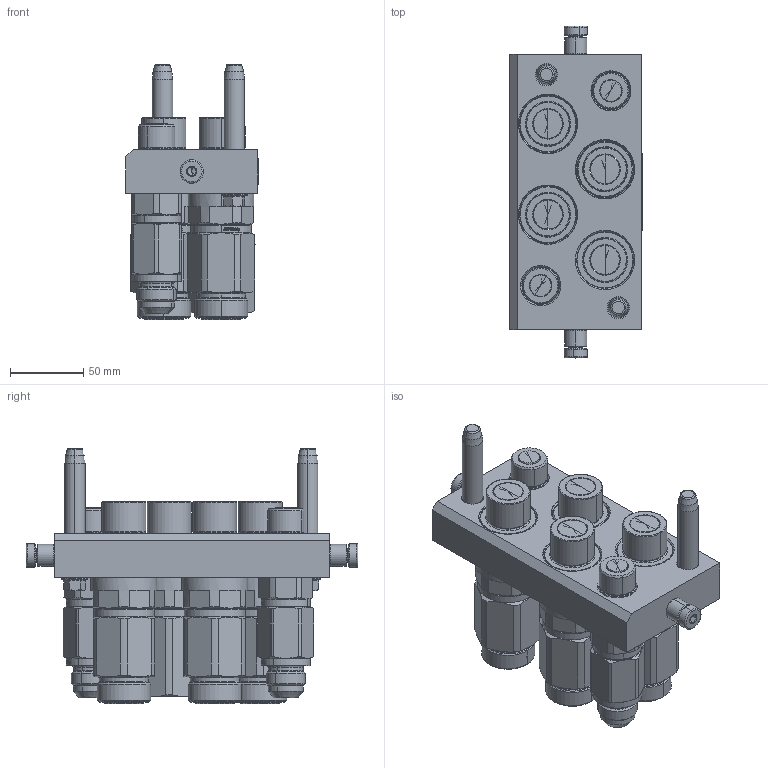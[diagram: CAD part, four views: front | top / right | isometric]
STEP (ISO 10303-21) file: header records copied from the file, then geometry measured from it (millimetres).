
FILE_DESCRIPTION (( 'STEP AP214' ), '1' );
FILE_NAME ('FASTER.step', '2021-12-17T19:21:37', ( '' ), ( '' ), 'SwSTEP 2.0', 'SolidWorks 2017', '' );
FILE_SCHEMA (( 'AUTOMOTIVE_DESIGN' ));
Length unit declared in the file: millimetre
Products named in the file (14): FASTER; 4830_021_1000_000.prt; et002; 3ffnp34_gas_m; 3ffnp3411_1sm; 4850_010_8000_000.prt; 3ffnp1213_34sm; 4830_013_3000_030; 1540_080_0008_000.prt; 4830_028_1000_011.prt; P6I_M_BASE
Assembly tree (20 placements, depth 3):
  FASTER
    P6I_M_BASE
      4850_010_8000_000.prt
      4830_021_1000_000.prt  x2
      4830_028_1000_011.prt  x2
      1540_080_0008_000.prt  x2
      4830_013_3000_030  x2
    3ffnp3411_1sm  x3
      3ffnp3411_1sm
    3ffnp1213_34sm  x2
      3ffnp1213_34sm
    3ffnp34_gas_m
      3ffnp34_gas_m
    et002
Bounding box: 90.3 x 226.6 x 174.07 mm (x, y, z)
Volume: 2473.8 mm3; surface area: 222148.4 mm2
Topology: 3 solids, 74 shells, 2387 faces, 7644 edges, 5121 vertices
Faces by surface type: plane 1208, cylinder 432, cone 427, bspline 162, torus 158
Entity records: 66743 total; most frequent: CARTESIAN_POINT 19107, ORIENTED_EDGE 8060, DIRECTION 7552, EDGE_CURVE 4582, VERTEX_POINT 3080, VECTOR 2646, LINE 2646, AXIS2_PLACEMENT_3D 2453
